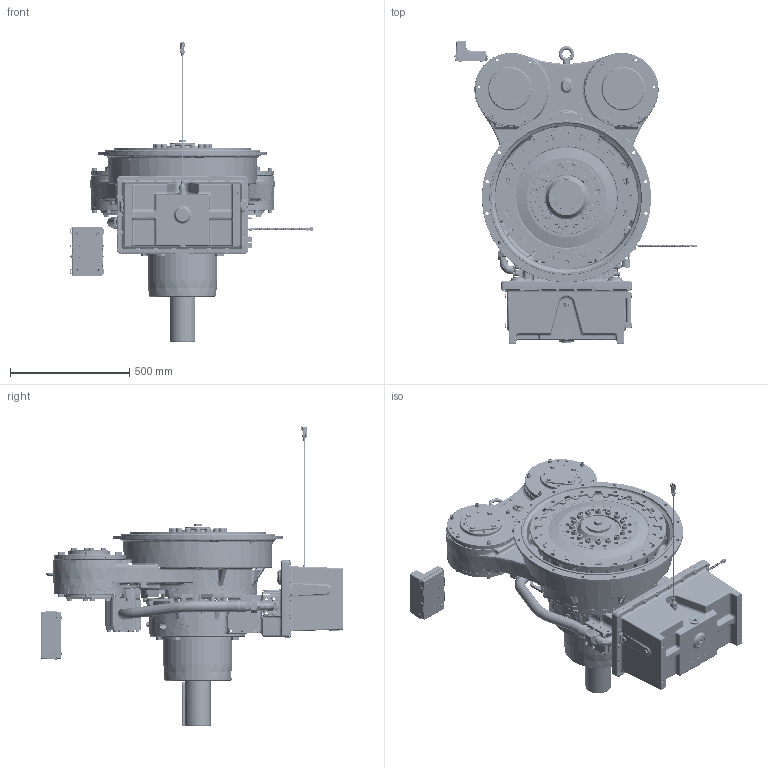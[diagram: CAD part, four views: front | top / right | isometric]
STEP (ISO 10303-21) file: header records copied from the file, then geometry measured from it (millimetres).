
FILE_DESCRIPTION (( 'STEP AP214' ), '1' );
FILE_NAME ('1027950M.step', '2021-06-30T04:31:32', ( 'TDI' ), ( 'Twin Disc Inc' ), 'SwSTEP 2.0', 'SolidWorks 2019', '' );
FILE_SCHEMA (( 'AUTOMOTIVE_DESIGN' ));
Length unit declared in the file: millimetre
Products named in the file (1): 1027950M
Bounding box: 1020.31 x 1271.05 x 1257.4 mm (x, y, z)
Surface area: 5902253 mm2 (no closed solid volume)
Topology: 0 solids, 1192 shells, 7871 faces, 36537 edges, 29207 vertices
Faces by surface type: plane 3117, cylinder 2408, bspline 874, torus 686, cone 599, sphere 187
Entity records: 599634 total; most frequent: CARTESIAN_POINT 240602, DIRECTION 51675, ORIENTED_EDGE 49674, EDGE_CURVE 36334, VERTEX_POINT 29159, AXIS2_PLACEMENT_3D 17236, LINE 17203, VECTOR 17203
